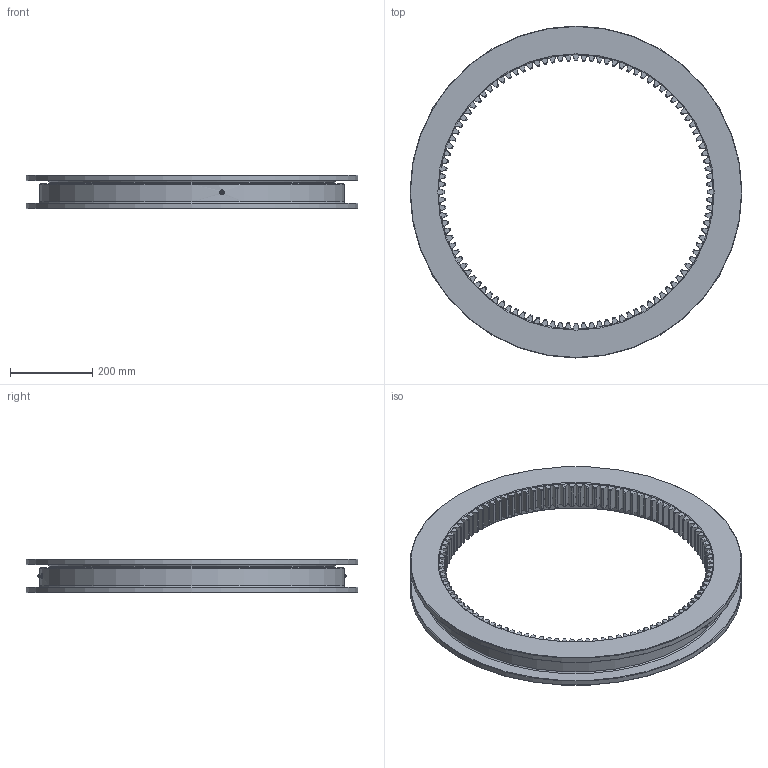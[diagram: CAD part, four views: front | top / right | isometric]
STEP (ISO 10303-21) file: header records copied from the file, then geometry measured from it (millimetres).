
FILE_DESCRIPTION (( 'STEP AP214' ), '1' );
FILE_NAME ('I.800.22.00.A-T.STEP', '2020-05-13T08:46:36', ( '' ), ( '' ), 'SwSTEP 2.0', 'SolidWorks 2016', '' );
FILE_SCHEMA (( 'AUTOMOTIVE_DESIGN' ));
Length unit declared in the file: millimetre
Products named in the file (5): Ball D22; Grease nipple M10x1mm; I.800.22.00.A-T; I.800.22.00.A-T - OR; I.800.22.00.A-T - IR
Assembly tree (66 placements, depth 2):
  I.800.22.00.A-T
    I.800.22.00.A-T - IR
    I.800.22.00.A-T - OR
    Ball D22  x62
    Grease nipple M10x1mm  x2
Bounding box: 805 x 805 x 82 mm (x, y, z)
Volume: 8999321.9 mm3; surface area: 1388511.8 mm2
Topology: 66 solids, 66 shells, 592 faces, 1688 edges, 1111 vertices
Faces by surface type: cone 258, cylinder 123, bspline 108, sphere 62, plane 28, torus 13
Full cylindrical faces by diameter (mm): 3 x2, 5 x1, 9 x2, 10 x2, 687 x1, 692 x2, 695.5 x2, 739 x1, 805 x2
Entity records: 52048 total; most frequent: CARTESIAN_POINT 39628, ORIENTED_EDGE 2788, DIRECTION 2138, EDGE_CURVE 1394, AXIS2_PLACEMENT_3D 958, VERTEX_POINT 942, B_SPLINE_CURVE_WITH_KNOTS 679, EDGE_LOOP 558
